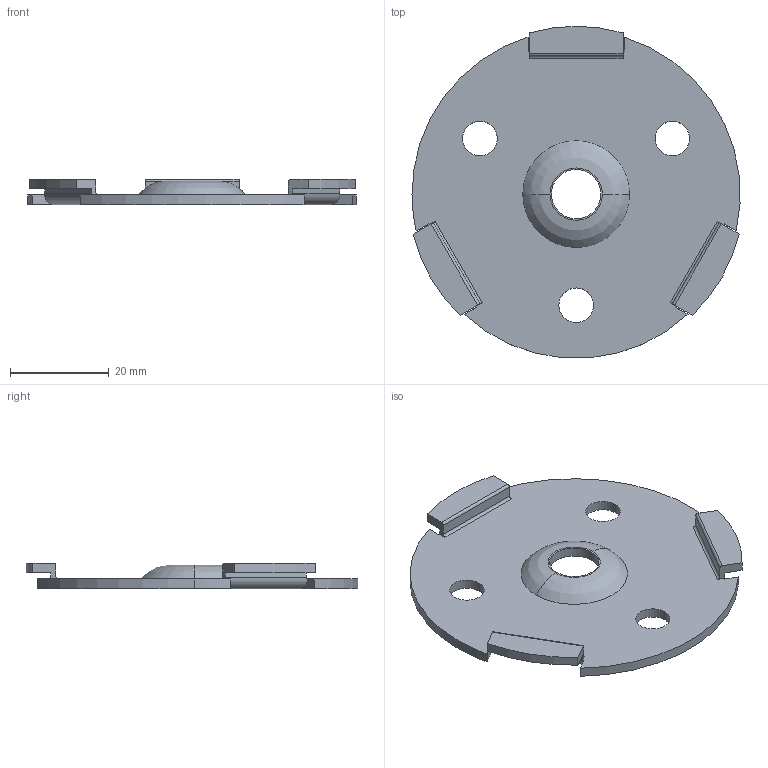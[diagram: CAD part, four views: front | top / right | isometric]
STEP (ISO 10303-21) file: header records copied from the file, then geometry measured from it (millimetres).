
FILE_DESCRIPTION (( 'STEP AP203' ), '1' );
FILE_NAME ('50500-240-P.STEP', '2017-06-13T13:15:57', ( '' ), ( '' ), 'SwSTEP 2.0', 'SolidWorks 2015', '' );
FILE_SCHEMA (( 'CONFIG_CONTROL_DESIGN' ));
Length unit declared in the file: millimetre
Products named in the file (1): 50500-240-P
Bounding box: 66.44 x 67.13 x 5.2 mm (x, y, z)
Volume: 6842.3 mm3; surface area: 7755.5 mm2
Topology: 1 solids, 1 shells, 297 faces, 795 edges, 530 vertices
Faces by surface type: plane 157, bspline 112, cylinder 24, torus 4
Entity records: 16092 total; most frequent: CARTESIAN_POINT 9271, ORIENTED_EDGE 1590, DIRECTION 1009, EDGE_CURVE 795, VERTEX_POINT 530, LINE 505, VECTOR 505, EDGE_LOOP 335
